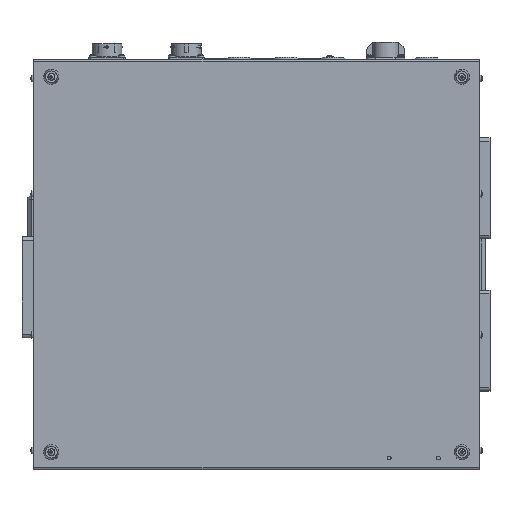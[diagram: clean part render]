
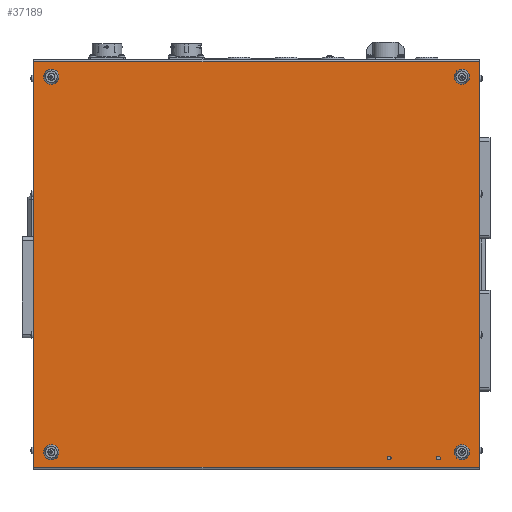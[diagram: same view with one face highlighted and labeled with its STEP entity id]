
A CAD part, front view. The second image highlights one B-rep face of the part: STEP entity #37189.
In plain terms, the highlighted planar face has unit normal (0, -1, 0).
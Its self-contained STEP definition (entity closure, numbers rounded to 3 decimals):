
#1802 = CARTESIAN_POINT ( 'NONE',  ( 190., 0., 173. ) ) ;
#1818 = CIRCLE ( 'NONE', #10025, 6.5 ) ;
#2525 = CARTESIAN_POINT ( 'NONE',  ( 175., 0., -160. ) ) ;
#2755 = VERTEX_POINT ( 'NONE', #72153 ) ;
#2809 = PLANE ( 'NONE',  #65785 ) ;
#10025 = AXIS2_PLACEMENT_3D ( 'NONE', #27079, #100717, #156828 ) ;
#12210 = AXIS2_PLACEMENT_3D ( 'NONE', #70207, #260745, #134950 ) ;
#13836 = DIRECTION ( 'NONE',  ( 0., 0., 1. ) ) ;
#15578 = FACE_OUTER_BOUND ( 'NONE', #160640, .T. ) ;
#20573 = CIRCLE ( 'NONE', #176347, 1.65 ) ;
#23717 = VERTEX_POINT ( 'NONE', #170142 ) ;
#26221 = EDGE_LOOP ( 'NONE', ( #88243 ) ) ;
#27079 = CARTESIAN_POINT ( 'NONE',  ( 175., 0., 160. ) ) ;
#30134 = CARTESIAN_POINT ( 'NONE',  ( 190., 0., -173. ) ) ;
#31270 = EDGE_CURVE ( 'NONE', #123339, #123339, #1818, .T. ) ;
#32203 = DIRECTION ( 'NONE',  ( -1., 0., 0. ) ) ;
#35480 = ORIENTED_EDGE ( 'NONE', *, *, #124239, .F. ) ;
#36453 = VECTOR ( 'NONE', #32203, 1000. ) ;
#37045 = VERTEX_POINT ( 'NONE', #231885 ) ;
#37189 = ADVANCED_FACE ( 'NONE', ( #149669, #145418, #179874, #249367, #171554, #106662, #15578 ), #2809, .T. ) ;
#41458 = ORIENTED_EDGE ( 'NONE', *, *, #54858, .T. ) ;
#43117 = VERTEX_POINT ( 'NONE', #248339 ) ;
#45401 = CARTESIAN_POINT ( 'NONE',  ( 175., 0., -166.5 ) ) ;
#46185 = DIRECTION ( 'NONE',  ( 0., 0., -1. ) ) ;
#50246 = DIRECTION ( 'NONE',  ( 0., 0., 1. ) ) ;
#52232 = DIRECTION ( 'NONE',  ( 0., 1., 0. ) ) ;
#54858 = EDGE_CURVE ( 'NONE', #152008, #43117, #89249, .T. ) ;
#64365 = CARTESIAN_POINT ( 'NONE',  ( -190., 0., 175. ) ) ;
#64512 = EDGE_LOOP ( 'NONE', ( #215335 ) ) ;
#64858 = DIRECTION ( 'NONE',  ( 1., 0., 0. ) ) ;
#65785 = AXIS2_PLACEMENT_3D ( 'NONE', #93919, #154252, #46185 ) ;
#67144 = ORIENTED_EDGE ( 'NONE', *, *, #31270, .F. ) ;
#68673 = CIRCLE ( 'NONE', #12210, 6.5 ) ;
#68805 = CIRCLE ( 'NONE', #214426, 6.5 ) ;
#70207 = CARTESIAN_POINT ( 'NONE',  ( -175., 0., 160. ) ) ;
#72153 = CARTESIAN_POINT ( 'NONE',  ( -175., 0., 153.5 ) ) ;
#73517 = CARTESIAN_POINT ( 'NONE',  ( -175., 0., -160. ) ) ;
#77181 = LINE ( 'NONE', #64365, #251163 ) ;
#77422 = CARTESIAN_POINT ( 'NONE',  ( 113., 0., -163.35 ) ) ;
#86907 = DIRECTION ( 'NONE',  ( 0., 0., 1. ) ) ;
#88243 = ORIENTED_EDGE ( 'NONE', *, *, #127547, .T. ) ;
#89249 = LINE ( 'NONE', #249541, #266065 ) ;
#90343 = DIRECTION ( 'NONE',  ( 0., 0., 1. ) ) ;
#90477 = ORIENTED_EDGE ( 'NONE', *, *, #105137, .F. ) ;
#93919 = CARTESIAN_POINT ( 'NONE',  ( 190., 0., 175. ) ) ;
#98417 = VECTOR ( 'NONE', #64858, 1000. ) ;
#100717 = DIRECTION ( 'NONE',  ( 0., -1., 0. ) ) ;
#105137 = EDGE_CURVE ( 'NONE', #162245, #162245, #68805, .T. ) ;
#106662 = FACE_BOUND ( 'NONE', #26221, .T. ) ;
#109179 = CARTESIAN_POINT ( 'NONE',  ( 113., 0., -165. ) ) ;
#109847 = EDGE_CURVE ( 'NONE', #228164, #152008, #155417, .T. ) ;
#111026 = DIRECTION ( 'NONE',  ( 0., 0., -1. ) ) ;
#111413 = ORIENTED_EDGE ( 'NONE', *, *, #109847, .T. ) ;
#123339 = VERTEX_POINT ( 'NONE', #153484 ) ;
#123670 = CARTESIAN_POINT ( 'NONE',  ( 155., 0., -163.35 ) ) ;
#124239 = EDGE_CURVE ( 'NONE', #37045, #37045, #243782, .T. ) ;
#127547 = EDGE_CURVE ( 'NONE', #136528, #136528, #20573, .T. ) ;
#130798 = DIRECTION ( 'NONE',  ( 0., 1., 0. ) ) ;
#134950 = DIRECTION ( 'NONE',  ( 0., 0., -1. ) ) ;
#135997 = EDGE_CURVE ( 'NONE', #228164, #23717, #77181, .T. ) ;
#136528 = VERTEX_POINT ( 'NONE', #123670 ) ;
#138238 = DIRECTION ( 'NONE',  ( 0., 0., -1. ) ) ;
#145418 = FACE_BOUND ( 'NONE', #214223, .T. ) ;
#148269 = EDGE_CURVE ( 'NONE', #2755, #2755, #68673, .T. ) ;
#149669 = FACE_BOUND ( 'NONE', #162890, .T. ) ;
#150991 = EDGE_LOOP ( 'NONE', ( #163795 ) ) ;
#152008 = VERTEX_POINT ( 'NONE', #208649 ) ;
#153484 = CARTESIAN_POINT ( 'NONE',  ( 175., 0., 153.5 ) ) ;
#154252 = DIRECTION ( 'NONE',  ( 0., -1., 0. ) ) ;
#155417 = LINE ( 'NONE', #30134, #98417 ) ;
#156828 = DIRECTION ( 'NONE',  ( 0., 0., -1. ) ) ;
#159868 = DIRECTION ( 'NONE',  ( 0., -1., 0. ) ) ;
#160640 = EDGE_LOOP ( 'NONE', ( #41458, #258057, #228781, #111413 ) ) ;
#162245 = VERTEX_POINT ( 'NONE', #45401 ) ;
#162890 = EDGE_LOOP ( 'NONE', ( #67144 ) ) ;
#163795 = ORIENTED_EDGE ( 'NONE', *, *, #230225, .T. ) ;
#168252 = VERTEX_POINT ( 'NONE', #77422 ) ;
#169025 = CARTESIAN_POINT ( 'NONE',  ( 155., 0., -165. ) ) ;
#170142 = CARTESIAN_POINT ( 'NONE',  ( -190., 0., 173. ) ) ;
#171554 = FACE_BOUND ( 'NONE', #150991, .T. ) ;
#176347 = AXIS2_PLACEMENT_3D ( 'NONE', #169025, #52232, #86907 ) ;
#179874 = FACE_BOUND ( 'NONE', #236414, .T. ) ;
#189327 = EDGE_CURVE ( 'NONE', #43117, #23717, #192339, .T. ) ;
#192339 = LINE ( 'NONE', #1802, #36453 ) ;
#205329 = CIRCLE ( 'NONE', #241948, 1.65 ) ;
#208649 = CARTESIAN_POINT ( 'NONE',  ( 190., 0., -173. ) ) ;
#214223 = EDGE_LOOP ( 'NONE', ( #90477 ) ) ;
#214426 = AXIS2_PLACEMENT_3D ( 'NONE', #2525, #219192, #111026 ) ;
#215335 = ORIENTED_EDGE ( 'NONE', *, *, #148269, .T. ) ;
#219192 = DIRECTION ( 'NONE',  ( 0., -1., 0. ) ) ;
#228164 = VERTEX_POINT ( 'NONE', #256323 ) ;
#228781 = ORIENTED_EDGE ( 'NONE', *, *, #135997, .F. ) ;
#230225 = EDGE_CURVE ( 'NONE', #168252, #168252, #205329, .T. ) ;
#230562 = AXIS2_PLACEMENT_3D ( 'NONE', #73517, #159868, #138238 ) ;
#231885 = CARTESIAN_POINT ( 'NONE',  ( -175., 0., -166.5 ) ) ;
#236414 = EDGE_LOOP ( 'NONE', ( #35480 ) ) ;
#241948 = AXIS2_PLACEMENT_3D ( 'NONE', #109179, #130798, #13836 ) ;
#243782 = CIRCLE ( 'NONE', #230562, 6.5 ) ;
#248339 = CARTESIAN_POINT ( 'NONE',  ( 190., 0., 173. ) ) ;
#249367 = FACE_BOUND ( 'NONE', #64512, .T. ) ;
#249541 = CARTESIAN_POINT ( 'NONE',  ( 190., 0., 175. ) ) ;
#251163 = VECTOR ( 'NONE', #90343, 1000. ) ;
#256323 = CARTESIAN_POINT ( 'NONE',  ( -190., 0., -173. ) ) ;
#258057 = ORIENTED_EDGE ( 'NONE', *, *, #189327, .T. ) ;
#260745 = DIRECTION ( 'NONE',  ( 0., 1., 0. ) ) ;
#266065 = VECTOR ( 'NONE', #50246, 1000. ) ;
